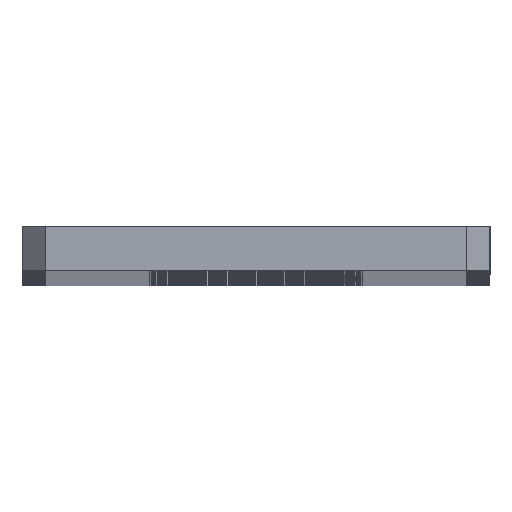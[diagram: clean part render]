
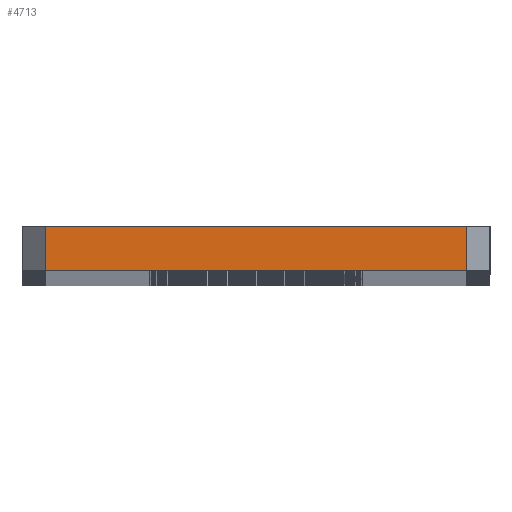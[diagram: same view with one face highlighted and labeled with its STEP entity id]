
A CAD part, top view. The second image highlights one B-rep face of the part: STEP entity #4713.
In plain terms, the highlighted planar face has unit normal (0, 0, 1).
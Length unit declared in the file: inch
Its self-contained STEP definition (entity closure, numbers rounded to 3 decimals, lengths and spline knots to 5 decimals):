
#137=PLANE('',#5067);
#351=FACE_OUTER_BOUND('',#625,.T.);
#625=EDGE_LOOP('',(#4103,#4104,#4105,#4106));
#872=LINE('',#6929,#1448);
#1047=LINE('',#7280,#1623);
#1261=LINE('',#7647,#1837);
#1262=LINE('',#7648,#1838);
#1448=VECTOR('',#5618,0.36);
#1623=VECTOR('',#5795,0.36);
#1837=VECTOR('',#6131,0.038);
#1838=VECTOR('',#6132,0.038);
#2234=VERTEX_POINT('',#6926);
#2235=VERTEX_POINT('',#6928);
#2409=VERTEX_POINT('',#7277);
#2410=VERTEX_POINT('',#7279);
#2748=EDGE_CURVE('',#2234,#2235,#872,.T.);
#2923=EDGE_CURVE('',#2410,#2409,#1047,.T.);
#3137=EDGE_CURVE('',#2409,#2235,#1261,.T.);
#3138=EDGE_CURVE('',#2234,#2410,#1262,.T.);
#4103=ORIENTED_EDGE('',*,*,#2923,.T.);
#4104=ORIENTED_EDGE('',*,*,#3137,.T.);
#4105=ORIENTED_EDGE('',*,*,#2748,.F.);
#4106=ORIENTED_EDGE('',*,*,#3138,.T.);
#4713=ADVANCED_FACE('',(#351),#137,.F.);
#5067=AXIS2_PLACEMENT_3D('',#7646,#6129,#6130);
#5618=DIRECTION('',(1.,0.,0.));
#5795=DIRECTION('',(1.,0.,0.));
#6129=DIRECTION('center_axis',(0.,0.,-1.));
#6130=DIRECTION('ref_axis',(-1.,0.,0.));
#6131=DIRECTION('',(0.,1.,0.));
#6132=DIRECTION('',(0.,-1.,0.));
#6926=CARTESIAN_POINT('',(-0.18,0.038,3.75));
#6928=CARTESIAN_POINT('',(0.18,0.038,3.75));
#6929=CARTESIAN_POINT('',(-0.18,0.038,3.75));
#7277=CARTESIAN_POINT('',(0.18,0.,3.75));
#7279=CARTESIAN_POINT('',(-0.18,0.,3.75));
#7280=CARTESIAN_POINT('',(-0.18,0.,3.75));
#7646=CARTESIAN_POINT('Origin',(-0.2,0.038,3.75));
#7647=CARTESIAN_POINT('',(0.18,0.,3.75));
#7648=CARTESIAN_POINT('',(-0.18,0.038,3.75));
